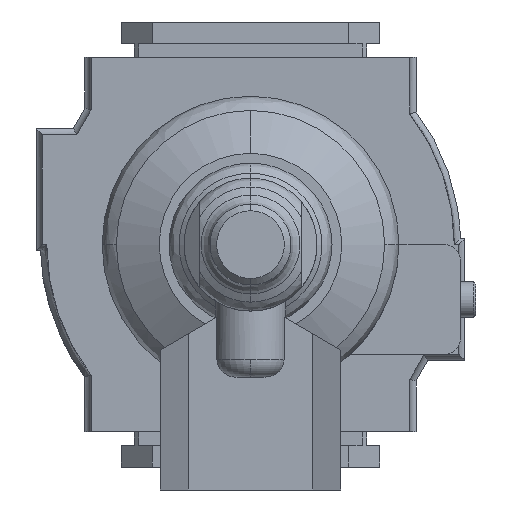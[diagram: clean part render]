
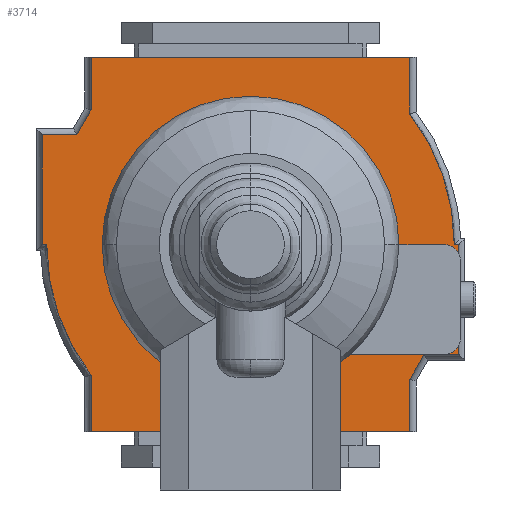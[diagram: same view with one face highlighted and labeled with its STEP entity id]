
A CAD part, front view. The second image highlights one B-rep face of the part: STEP entity #3714.
In plain terms, the highlighted face is planar.
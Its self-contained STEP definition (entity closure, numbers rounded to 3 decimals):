
#185 = EDGE_CURVE ( 'NONE', #4388, #3952, #6642, .T. ) ;
#211 = CARTESIAN_POINT ( 'NONE',  ( 23., 30.9, 0. ) ) ;
#212 = VECTOR ( 'NONE', #272, 1000. ) ;
#243 = DIRECTION ( 'NONE',  ( -1., 0., 0. ) ) ;
#272 = DIRECTION ( 'NONE',  ( -1., 0., 0. ) ) ;
#300 = EDGE_CURVE ( 'NONE', #4077, #7339, #2599, .T. ) ;
#341 = ORIENTED_EDGE ( 'NONE', *, *, #4185, .F. ) ;
#422 = CARTESIAN_POINT ( 'NONE',  ( 0., 30.9, 0. ) ) ;
#590 = VERTEX_POINT ( 'NONE', #5436 ) ;
#606 = EDGE_CURVE ( 'NONE', #5045, #3169, #1490, .T. ) ;
#670 = ORIENTED_EDGE ( 'NONE', *, *, #6915, .F. ) ;
#687 = VECTOR ( 'NONE', #3509, 1000. ) ;
#887 = CARTESIAN_POINT ( 'NONE',  ( 18., 30.9, 15.2 ) ) ;
#888 = CARTESIAN_POINT ( 'NONE',  ( -23., 30.9, 0. ) ) ;
#920 = VERTEX_POINT ( 'NONE', #5799 ) ;
#1050 = CARTESIAN_POINT ( 'NONE',  ( 18., 30.9, -21.125 ) ) ;
#1125 = DIRECTION ( 'NONE',  ( 1., 0., 0. ) ) ;
#1217 = CARTESIAN_POINT ( 'NONE',  ( -19.6, 30.9, -12.4 ) ) ;
#1240 = CARTESIAN_POINT ( 'NONE',  ( -18., 30.9, 14.731 ) ) ;
#1317 = VECTOR ( 'NONE', #6342, 1000. ) ;
#1409 = VECTOR ( 'NONE', #7932, 1000. ) ;
#1490 = LINE ( 'NONE', #4176, #687 ) ;
#1601 = DIRECTION ( 'NONE',  ( 1., 0., 0. ) ) ;
#1673 = VECTOR ( 'NONE', #3614, 1000. ) ;
#1769 = CARTESIAN_POINT ( 'NONE',  ( -23., 30.9, 0. ) ) ;
#1784 = LINE ( 'NONE', #3147, #6227 ) ;
#1785 = CARTESIAN_POINT ( 'NONE',  ( 18., 30.9, 15.2 ) ) ;
#1790 = VERTEX_POINT ( 'NONE', #8512 ) ;
#1830 = VERTEX_POINT ( 'NONE', #1240 ) ;
#1831 = AXIS2_PLACEMENT_3D ( 'NONE', #6869, #6830, #6311 ) ;
#1836 = ORIENTED_EDGE ( 'NONE', *, *, #3087, .F. ) ;
#1921 = VERTEX_POINT ( 'NONE', #8046 ) ;
#2115 = DIRECTION ( 'NONE',  ( -1., 0., 0. ) ) ;
#2140 = VERTEX_POINT ( 'NONE', #6509 ) ;
#2157 = ORIENTED_EDGE ( 'NONE', *, *, #3409, .F. ) ;
#2293 = CARTESIAN_POINT ( 'NONE',  ( -23.5, 30.9, 0. ) ) ;
#2375 = FACE_OUTER_BOUND ( 'NONE', #8482, .T. ) ;
#2380 = LINE ( 'NONE', #8399, #1673 ) ;
#2419 = DIRECTION ( 'NONE',  ( 0., 0., 1. ) ) ;
#2471 = VERTEX_POINT ( 'NONE', #1769 ) ;
#2552 = VECTOR ( 'NONE', #5800, 1000. ) ;
#2599 = LINE ( 'NONE', #3971, #3328 ) ;
#2624 = ORIENTED_EDGE ( 'NONE', *, *, #7323, .F. ) ;
#2793 = CARTESIAN_POINT ( 'NONE',  ( -18., 30.9, 21.125 ) ) ;
#2800 = VECTOR ( 'NONE', #243, 1000. ) ;
#3076 = DIRECTION ( 'NONE',  ( 0., 1., 0. ) ) ;
#3087 = EDGE_CURVE ( 'NONE', #3169, #6135, #3390, .T. ) ;
#3147 = CARTESIAN_POINT ( 'NONE',  ( -23.5, 30.9, -12.4 ) ) ;
#3169 = VERTEX_POINT ( 'NONE', #8464 ) ;
#3206 = EDGE_CURVE ( 'NONE', #3952, #4077, #7782, .T. ) ;
#3214 = CARTESIAN_POINT ( 'NONE',  ( -23.5, 30.9, 0. ) ) ;
#3328 = VECTOR ( 'NONE', #2115, 1000. ) ;
#3339 = CARTESIAN_POINT ( 'NONE',  ( 23., 30.9, 0. ) ) ;
#3390 = CIRCLE ( 'NONE', #3814, 24.2 ) ;
#3404 = AXIS2_PLACEMENT_3D ( 'NONE', #422, #3076, #2419 ) ;
#3409 = EDGE_CURVE ( 'NONE', #7741, #1921, #6986, .T. ) ;
#3509 = DIRECTION ( 'NONE',  ( 0., 0., 1. ) ) ;
#3549 = ORIENTED_EDGE ( 'NONE', *, *, #5575, .F. ) ;
#3551 = VECTOR ( 'NONE', #4586, 1000. ) ;
#3590 = CARTESIAN_POINT ( 'NONE',  ( 19.6, 30.9, 12.4 ) ) ;
#3614 = DIRECTION ( 'NONE',  ( 1., 0., 0. ) ) ;
#3624 = EDGE_CURVE ( 'NONE', #2140, #920, #6856, .T. ) ;
#3656 = VERTEX_POINT ( 'NONE', #2293 ) ;
#3714 = ADVANCED_FACE ( 'NONE', ( #2375 ), #6293, .T. ) ;
#3726 = DIRECTION ( 'NONE',  ( 0., 0., 1. ) ) ;
#3745 = EDGE_CURVE ( 'NONE', #3656, #590, #6601, .T. ) ;
#3779 = LINE ( 'NONE', #1217, #7601 ) ;
#3799 = CARTESIAN_POINT ( 'NONE',  ( 23.5, 30.9, 0. ) ) ;
#3814 = AXIS2_PLACEMENT_3D ( 'NONE', #4159, #5511, #1601 ) ;
#3856 = ORIENTED_EDGE ( 'NONE', *, *, #7931, .F. ) ;
#3952 = VERTEX_POINT ( 'NONE', #887 ) ;
#3971 = CARTESIAN_POINT ( 'NONE',  ( 18., 30.9, 21.125 ) ) ;
#4077 = VERTEX_POINT ( 'NONE', #7754 ) ;
#4097 = ORIENTED_EDGE ( 'NONE', *, *, #185, .F. ) ;
#4159 = CARTESIAN_POINT ( 'NONE',  ( -1.2, 30.9, 0. ) ) ;
#4176 = CARTESIAN_POINT ( 'NONE',  ( 18., 30.9, -21.125 ) ) ;
#4185 = EDGE_CURVE ( 'NONE', #1790, #2140, #3779, .T. ) ;
#4199 = CARTESIAN_POINT ( 'NONE',  ( 23.5, 30.9, 0. ) ) ;
#4343 = EDGE_CURVE ( 'NONE', #1921, #4388, #4866, .T. ) ;
#4388 = VERTEX_POINT ( 'NONE', #3590 ) ;
#4449 = EDGE_CURVE ( 'NONE', #590, #1790, #1784, .T. ) ;
#4586 = DIRECTION ( 'NONE',  ( 0., 0., -1. ) ) ;
#4866 = LINE ( 'NONE', #8374, #212 ) ;
#5045 = VERTEX_POINT ( 'NONE', #1050 ) ;
#5277 = CARTESIAN_POINT ( 'NONE',  ( -18., 30.9, 21.125 ) ) ;
#5402 = ORIENTED_EDGE ( 'NONE', *, *, #3206, .F. ) ;
#5436 = CARTESIAN_POINT ( 'NONE',  ( -23.5, 30.9, -12.4 ) ) ;
#5511 = DIRECTION ( 'NONE',  ( 0., -1., 0. ) ) ;
#5550 = ORIENTED_EDGE ( 'NONE', *, *, #8212, .F. ) ;
#5575 = EDGE_CURVE ( 'NONE', #6135, #7741, #7497, .T. ) ;
#5799 = CARTESIAN_POINT ( 'NONE',  ( -18., 30.9, -21.125 ) ) ;
#5800 = DIRECTION ( 'NONE',  ( 0., 0., 1. ) ) ;
#5975 = CARTESIAN_POINT ( 'NONE',  ( 19.6, 30.9, 12.4 ) ) ;
#6055 = LINE ( 'NONE', #5277, #1409 ) ;
#6135 = VERTEX_POINT ( 'NONE', #3339 ) ;
#6227 = VECTOR ( 'NONE', #1125, 1000. ) ;
#6293 = PLANE ( 'NONE',  #3404 ) ;
#6298 = CIRCLE ( 'NONE', #1831, 24.2 ) ;
#6311 = DIRECTION ( 'NONE',  ( -1., 0., 0. ) ) ;
#6342 = DIRECTION ( 'NONE',  ( 1., 0., 0. ) ) ;
#6408 = VECTOR ( 'NONE', #8576, 1000. ) ;
#6509 = CARTESIAN_POINT ( 'NONE',  ( -18., 30.9, -15.2 ) ) ;
#6601 = LINE ( 'NONE', #3214, #3551 ) ;
#6642 = LINE ( 'NONE', #5975, #6408 ) ;
#6830 = DIRECTION ( 'NONE',  ( 0., -1., 0. ) ) ;
#6856 = LINE ( 'NONE', #8176, #8599 ) ;
#6869 = CARTESIAN_POINT ( 'NONE',  ( 1.2, 30.9, 0. ) ) ;
#6883 = ORIENTED_EDGE ( 'NONE', *, *, #4343, .F. ) ;
#6915 = EDGE_CURVE ( 'NONE', #920, #5045, #2380, .T. ) ;
#6986 = LINE ( 'NONE', #3799, #2552 ) ;
#7052 = ORIENTED_EDGE ( 'NONE', *, *, #3745, .F. ) ;
#7140 = DIRECTION ( 'NONE',  ( 0.496, 0., -0.868 ) ) ;
#7323 = EDGE_CURVE ( 'NONE', #1830, #2471, #6298, .T. ) ;
#7339 = VERTEX_POINT ( 'NONE', #2793 ) ;
#7497 = LINE ( 'NONE', #211, #1317 ) ;
#7512 = ORIENTED_EDGE ( 'NONE', *, *, #300, .F. ) ;
#7530 = LINE ( 'NONE', #888, #2800 ) ;
#7601 = VECTOR ( 'NONE', #7140, 1000. ) ;
#7619 = ORIENTED_EDGE ( 'NONE', *, *, #606, .F. ) ;
#7726 = VECTOR ( 'NONE', #3726, 1000. ) ;
#7741 = VERTEX_POINT ( 'NONE', #4199 ) ;
#7754 = CARTESIAN_POINT ( 'NONE',  ( 18., 30.9, 21.125 ) ) ;
#7782 = LINE ( 'NONE', #1785, #7726 ) ;
#7831 = ORIENTED_EDGE ( 'NONE', *, *, #4449, .F. ) ;
#7931 = EDGE_CURVE ( 'NONE', #2471, #3656, #7530, .T. ) ;
#7932 = DIRECTION ( 'NONE',  ( 0., 0., -1. ) ) ;
#8046 = CARTESIAN_POINT ( 'NONE',  ( 23.5, 30.9, 12.4 ) ) ;
#8134 = DIRECTION ( 'NONE',  ( 0., 0., -1. ) ) ;
#8176 = CARTESIAN_POINT ( 'NONE',  ( -18., 30.9, -15.2 ) ) ;
#8212 = EDGE_CURVE ( 'NONE', #7339, #1830, #6055, .T. ) ;
#8374 = CARTESIAN_POINT ( 'NONE',  ( 23.5, 30.9, 12.4 ) ) ;
#8399 = CARTESIAN_POINT ( 'NONE',  ( -18., 30.9, -21.125 ) ) ;
#8464 = CARTESIAN_POINT ( 'NONE',  ( 18., 30.9, -14.731 ) ) ;
#8482 = EDGE_LOOP ( 'NONE', ( #3549, #1836, #7619, #670, #8665, #341, #7831, #7052, #3856, #2624, #5550, #7512, #5402, #4097, #6883, #2157 ) ) ;
#8512 = CARTESIAN_POINT ( 'NONE',  ( -19.6, 30.9, -12.4 ) ) ;
#8576 = DIRECTION ( 'NONE',  ( -0.496, 0., 0.868 ) ) ;
#8599 = VECTOR ( 'NONE', #8134, 1000. ) ;
#8665 = ORIENTED_EDGE ( 'NONE', *, *, #3624, .F. ) ;
